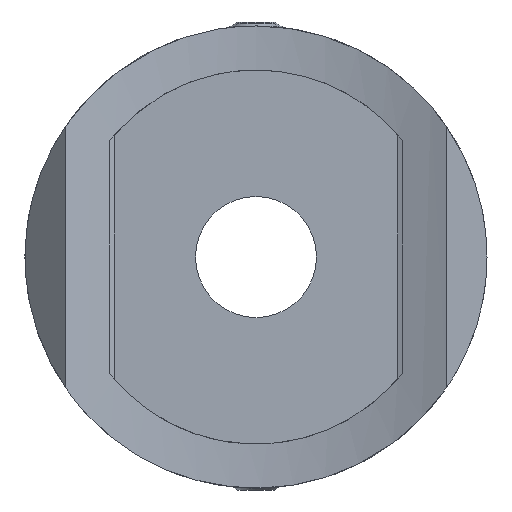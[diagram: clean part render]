
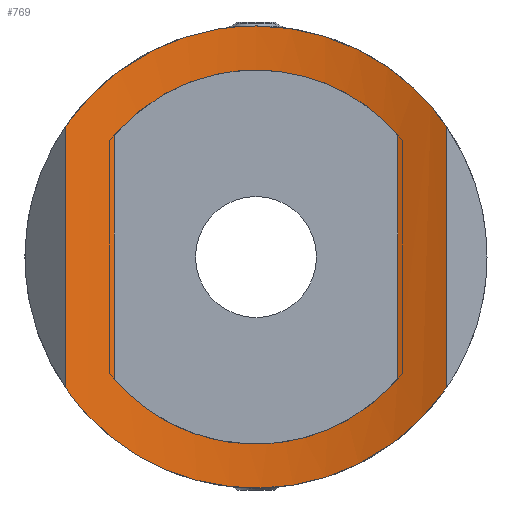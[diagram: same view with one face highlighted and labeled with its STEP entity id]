
A CAD part, front view. The second image highlights one B-rep face of the part: STEP entity #769.
In plain terms, the highlighted cylindrical face has radius 42.4 mm (diameter 84.8 mm), a partial arc.
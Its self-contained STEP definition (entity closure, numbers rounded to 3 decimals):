
#93=FACE_BOUND('',#200,.T.);
#113=B_SPLINE_CURVE_WITH_KNOTS('',3,(#1553,#1554,#1555,#1556,#1557,#1558,
#1559,#1560,#1561,#1562,#1563,#1564,#1565,#1566,#1567,#1568,#1569,#1570),
 .UNSPECIFIED.,.F.,.F.,(4,2,2,2,2,2,2,2,4),(0.,0.62,1.149,
1.364,1.534,1.723,2.069,2.548,
2.953),.UNSPECIFIED.);
#120=B_SPLINE_CURVE_WITH_KNOTS('',3,(#1756,#1757,#1758,#1759,#1760,#1761,
#1762,#1763,#1764,#1765),.UNSPECIFIED.,.F.,.F.,(4,2,2,2,4),(0.,0.381,
0.792,1.185,1.48),.UNSPECIFIED.);
#121=B_SPLINE_CURVE_WITH_KNOTS('',3,(#1816,#1817,#1818,#1819,#1820,#1821,
#1822,#1823),.UNSPECIFIED.,.F.,.F.,(4,2,2,4),(0.,0.355,1.02,
1.478),.UNSPECIFIED.);
#123=B_SPLINE_CURVE_WITH_KNOTS('',3,(#1842,#1843,#1844,#1845,#1846,#1847,
#1848,#1849,#1850,#1851,#1852,#1853,#1854,#1855,#1856,#1857,#1858,#1859,
#1860,#1861,#1862,#1863),.UNSPECIFIED.,.F.,.F.,(4,2,2,2,2,2,2,2,2,2,4),
(7.683,8.071,8.474,8.877,9.28,
9.682,10.085,10.488,10.891,11.294,
11.681),.UNSPECIFIED.);
#124=B_SPLINE_CURVE_WITH_KNOTS('',3,(#1867,#1868,#1869,#1870,#1871,#1872,
#1873,#1874,#1875,#1876,#1877,#1878),.UNSPECIFIED.,.F.,.F.,(4,2,2,2,2,4),
(3.227,3.63,4.033,4.436,4.839,
5.226),.UNSPECIFIED.);
#125=B_SPLINE_CURVE_WITH_KNOTS('',3,(#1879,#1880,#1881,#1882,#1883,#1884,
#1885,#1886,#1887,#1888,#1889,#1890),.UNSPECIFIED.,.F.,.F.,(4,2,2,2,2,4),
(1.229,1.616,2.019,2.422,2.825,
3.227),.UNSPECIFIED.);
#145=FACE_OUTER_BOUND('',#199,.T.);
#199=EDGE_LOOP('',(#623,#624,#625,#626,#627));
#200=EDGE_LOOP('',(#628,#629,#630,#631,#632));
#238=LINE('',#1647,#281);
#246=LINE('',#1834,#289);
#247=LINE('',#1839,#290);
#248=LINE('',#1865,#291);
#281=VECTOR('',#1009,10.);
#289=VECTOR('',#1027,10.);
#290=VECTOR('',#1032,10.);
#291=VECTOR('',#1035,10.);
#365=VERTEX_POINT('',#1551);
#366=VERTEX_POINT('',#1552);
#371=VERTEX_POINT('',#1646);
#377=VERTEX_POINT('',#1755);
#378=VERTEX_POINT('',#1815);
#380=VERTEX_POINT('',#1836);
#381=VERTEX_POINT('',#1837);
#382=VERTEX_POINT('',#1841);
#383=VERTEX_POINT('',#1864);
#384=VERTEX_POINT('',#1866);
#446=EDGE_CURVE('',#365,#366,#113,.T.);
#452=EDGE_CURVE('',#366,#371,#238,.T.);
#461=EDGE_CURVE('',#371,#377,#120,.T.);
#463=EDGE_CURVE('',#377,#378,#121,.T.);
#467=EDGE_CURVE('',#378,#365,#246,.T.);
#469=EDGE_CURVE('',#381,#380,#247,.T.);
#470=EDGE_CURVE('',#382,#380,#123,.T.);
#471=EDGE_CURVE('',#383,#382,#248,.T.);
#472=EDGE_CURVE('',#384,#383,#124,.T.);
#473=EDGE_CURVE('',#381,#384,#125,.T.);
#623=ORIENTED_EDGE('',*,*,#470,.F.);
#624=ORIENTED_EDGE('',*,*,#471,.F.);
#625=ORIENTED_EDGE('',*,*,#472,.F.);
#626=ORIENTED_EDGE('',*,*,#473,.F.);
#627=ORIENTED_EDGE('',*,*,#469,.T.);
#628=ORIENTED_EDGE('',*,*,#461,.T.);
#629=ORIENTED_EDGE('',*,*,#463,.T.);
#630=ORIENTED_EDGE('',*,*,#467,.T.);
#631=ORIENTED_EDGE('',*,*,#446,.T.);
#632=ORIENTED_EDGE('',*,*,#452,.T.);
#743=CYLINDRICAL_SURFACE('',#905,42.4);
#769=ADVANCED_FACE('',(#145,#93),#743,.F.);
#905=AXIS2_PLACEMENT_3D('',#1840,#1033,#1034);
#1009=DIRECTION('',(0.,0.,1.));
#1027=DIRECTION('',(0.,0.,-1.));
#1032=DIRECTION('',(0.,0.,-1.));
#1033=DIRECTION('center_axis',(0.,0.,-1.));
#1034=DIRECTION('ref_axis',(-0.408,-0.913,0.));
#1035=DIRECTION('',(0.,0.,-1.));
#1551=CARTESIAN_POINT('',(-12.869,16.8,-11.109));
#1552=CARTESIAN_POINT('',(12.869,16.8,-11.109));
#1553=CARTESIAN_POINT('Ctrl Pts',(-12.869,16.8,-11.109));
#1554=CARTESIAN_POINT('Ctrl Pts',(-11.547,16.379,-12.64));
#1555=CARTESIAN_POINT('Ctrl Pts',(-9.958,15.946,-13.928));
#1556=CARTESIAN_POINT('Ctrl Pts',(-6.646,15.295,-15.744));
#1557=CARTESIAN_POINT('Ctrl Pts',(-4.991,15.059,-16.346));
#1558=CARTESIAN_POINT('Ctrl Pts',(-2.56,14.872,-16.821));
#1559=CARTESIAN_POINT('Ctrl Pts',(-1.851,14.834,-16.914));
#1560=CARTESIAN_POINT('Ctrl Pts',(-0.57,14.8,-17.));
#1561=CARTESIAN_POINT('Ctrl Pts',(-0.002,14.796,
-17.009));
#1562=CARTESIAN_POINT('Ctrl Pts',(1.197,14.812,-16.97));
#1563=CARTESIAN_POINT('Ctrl Pts',(1.826,14.835,-16.913));
#1564=CARTESIAN_POINT('Ctrl Pts',(3.591,14.937,-16.656));
#1565=CARTESIAN_POINT('Ctrl Pts',(4.707,15.048,-16.376));
#1566=CARTESIAN_POINT('Ctrl Pts',(7.277,15.402,-15.446));
#1567=CARTESIAN_POINT('Ctrl Pts',(8.677,15.677,-14.703));
#1568=CARTESIAN_POINT('Ctrl Pts',(11.024,16.243,-13.009));
#1569=CARTESIAN_POINT('Ctrl Pts',(12.004,16.525,-12.11));
#1570=CARTESIAN_POINT('Ctrl Pts',(12.869,16.8,-11.109));
#1646=CARTESIAN_POINT('',(12.869,16.8,11.109));
#1647=CARTESIAN_POINT('',(12.869,16.8,21.));
#1755=CARTESIAN_POINT('',(0.,14.8,17.));
#1756=CARTESIAN_POINT('Ctrl Pts',(12.869,16.8,11.109));
#1757=CARTESIAN_POINT('Ctrl Pts',(12.057,16.542,12.049));
#1758=CARTESIAN_POINT('Ctrl Pts',(11.144,16.278,12.898));
#1759=CARTESIAN_POINT('Ctrl Pts',(9.066,15.766,14.443));
#1760=CARTESIAN_POINT('Ctrl Pts',(7.891,15.522,15.119));
#1761=CARTESIAN_POINT('Ctrl Pts',(5.45,15.134,16.155));
#1762=CARTESIAN_POINT('Ctrl Pts',(4.2,14.989,16.524));
#1763=CARTESIAN_POINT('Ctrl Pts',(1.951,14.834,16.916));
#1764=CARTESIAN_POINT('Ctrl Pts',(0.975,14.8,17.));
#1765=CARTESIAN_POINT('Ctrl Pts',(0.,14.8,17.));
#1815=CARTESIAN_POINT('',(-12.869,16.8,11.109));
#1816=CARTESIAN_POINT('Ctrl Pts',(0.,14.8,17.));
#1817=CARTESIAN_POINT('Ctrl Pts',(-1.182,14.8,17.));
#1818=CARTESIAN_POINT('Ctrl Pts',(-2.358,14.85,16.877));
#1819=CARTESIAN_POINT('Ctrl Pts',(-5.681,15.126,16.175));
#1820=CARTESIAN_POINT('Ctrl Pts',(-7.718,15.467,15.303));
#1821=CARTESIAN_POINT('Ctrl Pts',(-10.768,16.17,13.24));
#1822=CARTESIAN_POINT('Ctrl Pts',(-11.892,16.489,12.24));
#1823=CARTESIAN_POINT('Ctrl Pts',(-12.869,16.8,11.109));
#1834=CARTESIAN_POINT('',(-12.869,16.8,21.));
#1836=CARTESIAN_POINT('',(17.307,18.493,-11.894));
#1837=CARTESIAN_POINT('',(17.307,18.493,11.894));
#1839=CARTESIAN_POINT('',(17.307,18.493,21.));
#1840=CARTESIAN_POINT('Origin',(0.,57.2,21.));
#1841=CARTESIAN_POINT('',(-17.307,18.493,-11.894));
#1842=CARTESIAN_POINT('Ctrl Pts',(-17.307,18.493,-11.894));
#1843=CARTESIAN_POINT('Ctrl Pts',(-16.564,18.161,-12.974));
#1844=CARTESIAN_POINT('Ctrl Pts',(-15.732,17.815,-13.967));
#1845=CARTESIAN_POINT('Ctrl Pts',(-13.931,17.142,-15.767));
#1846=CARTESIAN_POINT('Ctrl Pts',(-12.893,16.79,-16.633));
#1847=CARTESIAN_POINT('Ctrl Pts',(-10.623,16.135,-18.167));
#1848=CARTESIAN_POINT('Ctrl Pts',(-9.392,15.832,-18.835));
#1849=CARTESIAN_POINT('Ctrl Pts',(-6.811,15.33,-19.914));
#1850=CARTESIAN_POINT('Ctrl Pts',(-5.459,15.13,-20.326));
#1851=CARTESIAN_POINT('Ctrl Pts',(-2.725,14.865,-20.869));
#1852=CARTESIAN_POINT('Ctrl Pts',(-1.343,14.8,-21.));
#1853=CARTESIAN_POINT('Ctrl Pts',(1.343,14.8,-21.));
#1854=CARTESIAN_POINT('Ctrl Pts',(2.725,14.865,-20.869));
#1855=CARTESIAN_POINT('Ctrl Pts',(5.459,15.13,-20.326));
#1856=CARTESIAN_POINT('Ctrl Pts',(6.811,15.33,-19.914));
#1857=CARTESIAN_POINT('Ctrl Pts',(9.392,15.832,-18.835));
#1858=CARTESIAN_POINT('Ctrl Pts',(10.623,16.135,-18.167));
#1859=CARTESIAN_POINT('Ctrl Pts',(12.893,16.79,-16.633));
#1860=CARTESIAN_POINT('Ctrl Pts',(13.931,17.142,-15.767));
#1861=CARTESIAN_POINT('Ctrl Pts',(15.732,17.815,-13.967));
#1862=CARTESIAN_POINT('Ctrl Pts',(16.564,18.161,-12.974));
#1863=CARTESIAN_POINT('Ctrl Pts',(17.307,18.493,-11.894));
#1864=CARTESIAN_POINT('',(-17.307,18.493,11.894));
#1865=CARTESIAN_POINT('',(-17.307,18.493,21.));
#1866=CARTESIAN_POINT('',(0.,14.8,21.));
#1867=CARTESIAN_POINT('Ctrl Pts',(0.,14.8,21.));
#1868=CARTESIAN_POINT('Ctrl Pts',(-1.343,14.8,21.));
#1869=CARTESIAN_POINT('Ctrl Pts',(-2.725,14.865,20.869));
#1870=CARTESIAN_POINT('Ctrl Pts',(-5.459,15.13,20.326));
#1871=CARTESIAN_POINT('Ctrl Pts',(-6.811,15.33,19.914));
#1872=CARTESIAN_POINT('Ctrl Pts',(-9.392,15.832,18.835));
#1873=CARTESIAN_POINT('Ctrl Pts',(-10.623,16.135,18.167));
#1874=CARTESIAN_POINT('Ctrl Pts',(-12.893,16.79,16.633));
#1875=CARTESIAN_POINT('Ctrl Pts',(-13.931,17.142,15.767));
#1876=CARTESIAN_POINT('Ctrl Pts',(-15.732,17.815,13.967));
#1877=CARTESIAN_POINT('Ctrl Pts',(-16.564,18.161,12.974));
#1878=CARTESIAN_POINT('Ctrl Pts',(-17.307,18.493,11.894));
#1879=CARTESIAN_POINT('Ctrl Pts',(17.307,18.493,11.894));
#1880=CARTESIAN_POINT('Ctrl Pts',(16.564,18.161,12.974));
#1881=CARTESIAN_POINT('Ctrl Pts',(15.732,17.815,13.967));
#1882=CARTESIAN_POINT('Ctrl Pts',(13.931,17.142,15.767));
#1883=CARTESIAN_POINT('Ctrl Pts',(12.893,16.79,16.633));
#1884=CARTESIAN_POINT('Ctrl Pts',(10.623,16.135,18.167));
#1885=CARTESIAN_POINT('Ctrl Pts',(9.392,15.832,18.835));
#1886=CARTESIAN_POINT('Ctrl Pts',(6.811,15.33,19.914));
#1887=CARTESIAN_POINT('Ctrl Pts',(5.459,15.13,20.326));
#1888=CARTESIAN_POINT('Ctrl Pts',(2.725,14.865,20.869));
#1889=CARTESIAN_POINT('Ctrl Pts',(1.343,14.8,21.));
#1890=CARTESIAN_POINT('Ctrl Pts',(0.,14.8,21.));
